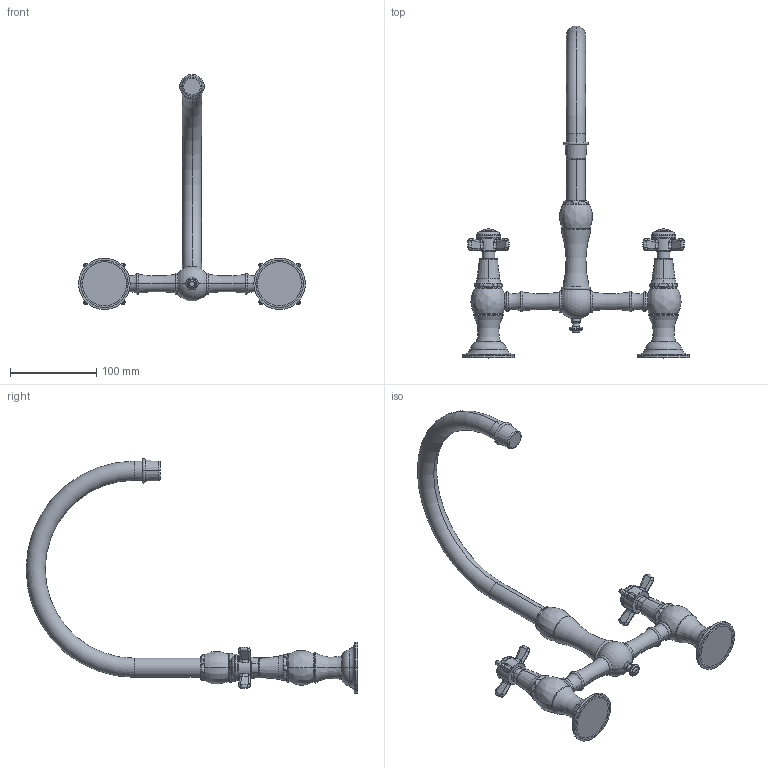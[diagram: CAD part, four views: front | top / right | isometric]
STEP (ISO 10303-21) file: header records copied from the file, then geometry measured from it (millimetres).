
FILE_DESCRIPTION((''),'2;1');
FILE_NAME('9455','2021-02-26T12:16:56',('rsmith'),(''),'CREO PARAMETRIC BY PTC INC, 2018400','CREO PARAMETRIC BY PTC INC, 2018400','');
FILE_SCHEMA(('AUTOMOTIVE_DESIGN { 1 0 10303 214 1 1 1 1 }'));
Length unit declared in the file: inch
Products named in the file (1): 9455
Bounding box: 262.89 x 384.9 x 272.67 mm (x, y, z)
Volume: 566927.7 mm3; surface area: 102365.2 mm2
Topology: 3 solids, 3 shells, 1093 faces, 2845 edges, 1822 vertices
Faces by surface type: plane 449, cylinder 314, torus 142, bspline 96, sphere 62, extrusion 20, cone 10
Entity records: 64440 total; most frequent: CARTESIAN_POINT 21330, ORIENTED_EDGE 5682, DIRECTION 5468, PRESENTATION_STYLE_ASSIGNMENT 3881, STYLED_ITEM 2844, CURVE_STYLE 2841, EDGE_CURVE 2841, AXIS2_PLACEMENT_3D 2351
